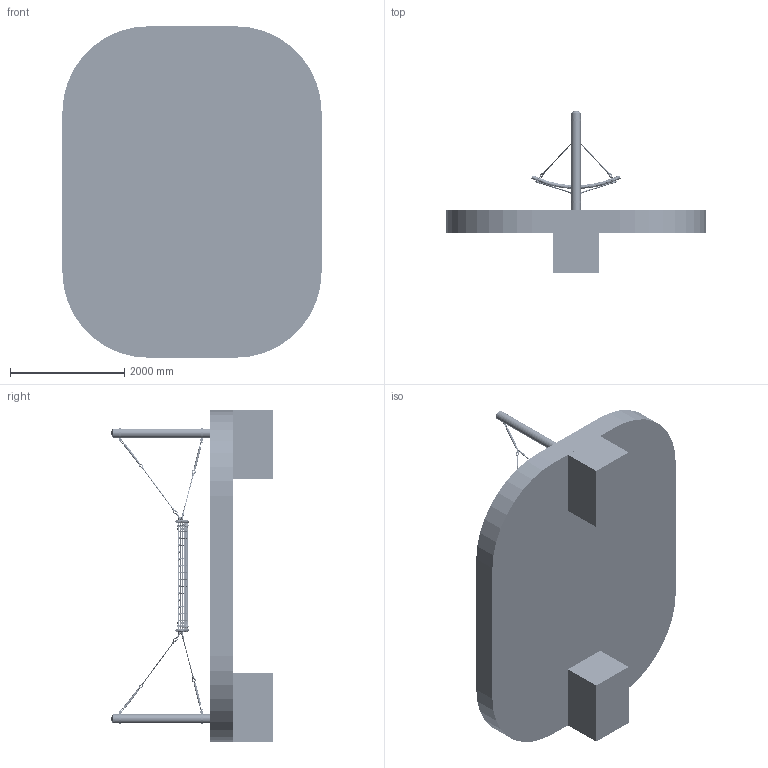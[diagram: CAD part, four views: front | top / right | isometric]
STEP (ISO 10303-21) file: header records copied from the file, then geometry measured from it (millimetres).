
FILE_DESCRIPTION (( 'STEP AP214' ), '1' );
FILE_NAME ('808-1.STEP', '2019-06-25T13:15:02', ( '' ), ( '' ), 'SwSTEP 2.0', 'SolidWorks 2019', '' );
FILE_SCHEMA (( 'AUTOMOTIVE_DESIGN' ));
Length unit declared in the file: millimetre
Products named in the file (104): Seil für die Aufhängung gebogen 808-1_Standard<Wie bearbeitet>; DIN EN ISO 10512 - M10x1.0 - N_DIN EN ISO 10512 - M10x1.0 - N; VA-Kausche 808-1; 8er Kette 34 cm; Hängematte  Baum und Trapp gebogen 808-1; 55-4607 - Schäkel gerade M8 V2A; ISO 4018 - M8 x 30-WN_ISO 4018 - M8 x 30-WN; Ruhehängematte komplett gebogen 808-1; 8er Kettenglied gebogen 808-1_Standard<Wie bearbeitet>; 55-02-06-08 - Kettenschäkel; Überschlagseil gebogen 808-1_Standard<Wie bearbeitet>; DIN 986 - M8x1.0 - N_DIN 986 - M8x1.0 - N; Ruhehängematte komplett gebogen 808-1_0_00; DIN 582-M10-N_DIN 582-M10-N; Pressung Dino Ihanf gebogen 808-1; ISO 4018 - M10 x 20-WN_ISO 4018 - M10 x 20-WN; Rohrschelle als Anker; Netzteil gebogen - blau-silber 808-1_Standard<Wie bearbeitet>; Stahlpfosten ﾘ 159_2700 mm lang; 8er Gabelkopf gebogen 808-1; 457-06 - Kunststoff Kausche  hanf gebogen 808-1; Schelle f黵 159er Mast; 55-02-06-08 - 2-Augen Kettenschäkel gebogen 808-1; 4603 - VA-Drehwirbel mit Gabelkopf  gebogen 808-1; Aluminium Bügel gebogen 808-1; 55-02-06-08 - 2-Augen Kettenschäkel; Fundament ruhende Hängematte 808-1; Gummipuffer M10 gebogen 808-1; Seil für Kausche Dino I Gelbhanf gebogen 808-1; Schutzschlauch 808-1; Bolzen f黵 Schelle im Beton; DIN 912 M8 x 40 --- 28N_DIN 912 M8 x 40 --- 28N; DIN EN ISO 7040 - M8 - N_DIN EN ISO 7040 - M8 - N; VA-Klammer gebogen 808-1_Standard<Wie bearbeitet>; Abdeckkappe ﾘ 159 mm; B18.2.3.1M - Hex cap screw, M10 x 1.5 x 30 --30N_B18.2.3.1M - Hex cap screw, M10 x 1.5 x 30 --30N; 46-02-125822 - Ringmutter M12 22er Auge_1 gebogen 808-1; 70-4594-70 - PA-Adapter; PA Halbmondbuchse; Bügel 2x gebogen 808-1 ...
Assembly tree (389 placements, depth 6):
  VA-Klammer gebogen 808-1_Standard<Wie bearbeitet>
  808-1
    Mutter M16
    Ruhehängematte komplett gebogen 808-1_0_00
      Ruhehängematte komplett gebogen 808-1
        Hängematte Knotenverbindung VA Klammer gebogen 808-1
          Hängematte  Baum und Trapp gebogen 808-1
            Netzteil gebogen - blau-silber 808-1_Standard<Wie bearbeitet>
            70-02 - T-Stück fest gebogen 808-1  x28
            457-06 - Kunststoff Kausche  hanf gebogen 808-1  x30
            46-02-125822 - Ringmutter M12 22er Auge_1 gebogen 808-1  x30
          Bügel 2x gebogen 808-1
            Aluminium Bügel gebogen 808-1  x2
          8er Kettenglied gebogen 808-1_Standard<Wie bearbeitet>  x5
          Gummipuffer M10 gebogen 808-1  x4
          Aufhängung gebogen 808-1
            8er Kettenglied gebogen 808-1_Standard<Wie bearbeitet>
          DIN 582-M10-N_DIN 582-M10-N  x4
          DIN 912 M8 x 40 --- 28N_DIN 912 M8 x 40 --- 28N  x4
        Stahlpfosten ﾘ 159_2700 mm lang  x2
        Abdeckkappe ﾘ 159 mm  x2
        Screw DIN 968-ST3.5x25-C-H-N_Screw DIN 968-ST3.5x25-C-H-N  x4
        Schelle f黵 159er Mast  x4
        70-4594-70 - PA-Adapter  x4
        55-4607 - Schäkel gerade M8 V2A  x4
        55-02-06-08 - 2-Augen Kettenschäkel  x2
        DIN EN ISO 10512 - M8x1 - N_DIN EN ISO 10512 - M8x1 - N  x3
        55-02-06-08 - Kettenschäkel  x4
        VA-Kausche 808-1
          Seil für Kausche Dino I Gelbhanf gebogen 808-1
          VA-Kausche Dino Ihanf gebogen 808-1
          Pressung Dino Ihanf gebogen 808-1
        VA-Kausche 808-1
          Seil für Kausche Dino I Gelbhanf gebogen 808-1
          VA-Kausche Dino Ihanf gebogen 808-1
          Pressung Dino Ihanf gebogen 808-1
        VA-Kausche 808-1
          Seil für Kausche Dino I Gelbhanf gebogen 808-1
          VA-Kausche Dino Ihanf gebogen 808-1
          Pressung Dino Ihanf gebogen 808-1
        VA-Kausche 808-1
          Seil für Kausche Dino I Gelbhanf gebogen 808-1
          VA-Kausche Dino Ihanf gebogen 808-1
          Pressung Dino Ihanf gebogen 808-1
        Seil für die Aufhängung gebogen 808-1_Standard<Wie bearbeitet>  x4
        55-02-06-08 - 2-Augen Kettenschäkel gebogen 808-1  x2
        VA-Kausche 808-1
          Seil für Kausche Dino I Gelbhanf gebogen 808-1
          VA-Kausche Dino Ihanf gebogen 808-1
          Pressung Dino Ihanf gebogen 808-1
        VA-Kausche 808-1
          Seil für Kausche Dino I Gelbhanf gebogen 808-1
          VA-Kausche Dino Ihanf gebogen 808-1
          Pressung Dino Ihanf gebogen 808-1
        VA-Kausche 808-1
          Seil für Kausche Dino I Gelbhanf gebogen 808-1
          VA-Kausche Dino Ihanf gebogen 808-1
          Pressung Dino Ihanf gebogen 808-1
        VA-Kausche 808-1
          Seil für Kausche Dino I Gelbhanf gebogen 808-1
Bounding box: 4536.33 x 2840.17 x 5800.46 mm (x, y, z)
Volume: 11093937377.9 mm3; surface area: 82409386.7 mm2
Topology: 1631 solids, 1631 shells, 16862 faces, 37921 edges, 23566 vertices
Faces by surface type: cylinder 5221, plane 5099, torus 4112, bspline 1278, cone 1108, sphere 44
Entity records: 77916 total; most frequent: CARTESIAN_POINT 33605, DIRECTION 8393, ORIENTED_EDGE 7624, EDGE_CURVE 3812, AXIS2_PLACEMENT_3D 3628, VERTEX_POINT 2335, EDGE_LOOP 1819, CIRCLE 1691
